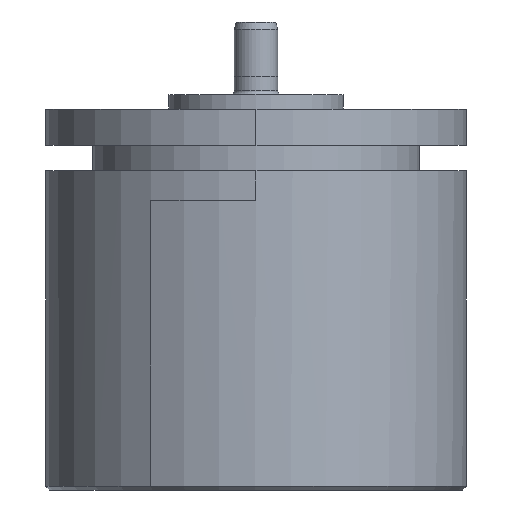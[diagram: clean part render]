
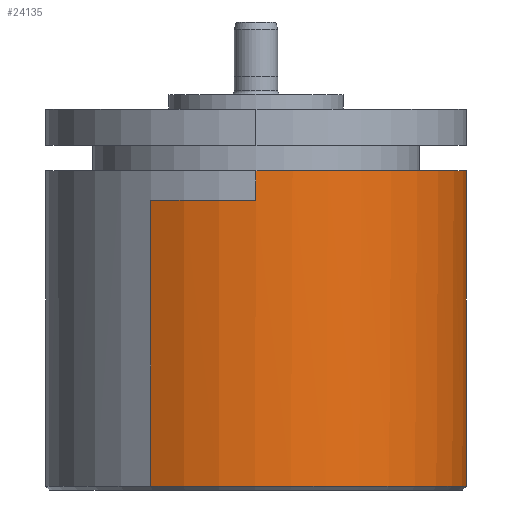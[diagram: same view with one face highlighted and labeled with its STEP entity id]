
A CAD part, left-side view. The second image highlights one B-rep face of the part: STEP entity #24135.
In plain terms, the highlighted cylindrical face has radius 29 mm (diameter 58 mm), a partial arc.
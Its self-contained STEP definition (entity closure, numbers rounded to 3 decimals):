
#3583=CARTESIAN_POINT('',(0.,0.,12.4));
#3584=DIRECTION('',(0.,0.,1.));
#3585=DIRECTION('',(-0.866,0.5,0.));
#3586=AXIS2_PLACEMENT_3D('',#3583,#3584,#3585);
#3588=DIRECTION('',(0.,0.,1.));
#3589=VECTOR('',#3588,4.1);
#3590=CARTESIAN_POINT('',(29.,0.,12.4));
#3591=LINE('',#3590,#3589);
#3679=CARTESIAN_POINT('',(0.,0.,12.4));
#3680=DIRECTION('',(0.,0.,1.));
#3681=DIRECTION('',(0.866,-0.5,0.));
#3682=AXIS2_PLACEMENT_3D('',#3679,#3680,#3681);
#3684=DIRECTION('',(0.,0.,-1.));
#3685=VECTOR('',#3684,18.9);
#3686=CARTESIAN_POINT('',(25.115,-14.5,12.4));
#3687=LINE('',#3686,#3685);
#3688=DIRECTION('',(0.,0.,-1.));
#3689=VECTOR('',#3688,39.4);
#3690=CARTESIAN_POINT('',(-25.115,14.5,12.4));
#3691=LINE('',#3690,#3689);
#3692=DIRECTION('',(0.,0.,1.));
#3693=VECTOR('',#3692,4.1);
#3694=CARTESIAN_POINT('',(-29.,0.,12.4));
#3695=LINE('',#3694,#3693);
#3696=CARTESIAN_POINT('',(0.,0.,16.5));
#3697=DIRECTION('',(0.,0.,1.));
#3698=DIRECTION('',(-1.,0.,0.));
#3699=AXIS2_PLACEMENT_3D('',#3696,#3697,#3698);
#3713=CARTESIAN_POINT('',(0.,0.,-6.5));
#3714=DIRECTION('',(0.,0.,1.));
#3715=DIRECTION('',(0.475,-0.88,0.));
#3716=AXIS2_PLACEMENT_3D('',#3713,#3714,#3715);
#3797=CARTESIAN_POINT('',(0.,0.,-27.));
#3798=DIRECTION('',(0.,0.,-1.));
#3799=DIRECTION('',(0.475,-0.88,0.));
#3800=AXIS2_PLACEMENT_3D('',#3797,#3798,#3799);
#3845=DIRECTION('',(0.,0.,1.));
#3846=VECTOR('',#3845,20.5);
#3847=CARTESIAN_POINT('',(13.762,-25.527,-27.));
#3848=LINE('',#3847,#3846);
#19931=CARTESIAN_POINT('',(29.,0.,16.5));
#19932=CARTESIAN_POINT('',(-29.,0.,16.5));
#19933=VERTEX_POINT('',#19931);
#19934=VERTEX_POINT('',#19932);
#20755=CARTESIAN_POINT('',(13.762,-25.527,-6.5));
#20757=VERTEX_POINT('',#20755);
#20838=CARTESIAN_POINT('',(25.115,-14.5,-6.5));
#20839=VERTEX_POINT('',#20838);
#20841=CARTESIAN_POINT('',(-25.115,14.5,-27.));
#20843=VERTEX_POINT('',#20841);
#20844=CARTESIAN_POINT('',(13.762,-25.527,-27.));
#20845=VERTEX_POINT('',#20844);
#20854=CARTESIAN_POINT('',(-25.115,14.5,12.4));
#20855=CARTESIAN_POINT('',(-29.,0.,12.4));
#20856=VERTEX_POINT('',#20854);
#20857=VERTEX_POINT('',#20855);
#20858=CARTESIAN_POINT('',(25.115,-14.5,12.4));
#20859=CARTESIAN_POINT('',(29.,0.,12.4));
#20860=VERTEX_POINT('',#20858);
#20861=VERTEX_POINT('',#20859);
#24114=CARTESIAN_POINT('',(0.,0.,0.));
#24115=DIRECTION('',(0.,0.,1.));
#24116=DIRECTION('',(1.,0.,0.));
#24117=AXIS2_PLACEMENT_3D('',#24114,#24115,#24116);
#24118=CYLINDRICAL_SURFACE('',#24117,29.);
#24119=ORIENTED_EDGE('',*,*,#24086,.F.);
#24120=ORIENTED_EDGE('',*,*,#24084,.T.);
#24122=ORIENTED_EDGE('',*,*,#24121,.F.);
#24124=ORIENTED_EDGE('',*,*,#24123,.F.);
#24126=ORIENTED_EDGE('',*,*,#24125,.T.);
#24127=ORIENTED_EDGE('',*,*,#24076,.F.);
#24128=ORIENTED_EDGE('',*,*,#24074,.T.);
#24129=ORIENTED_EDGE('',*,*,#24092,.T.);
#24131=ORIENTED_EDGE('',*,*,#24130,.T.);
#24132=ORIENTED_EDGE('',*,*,#24088,.F.);
#24133=EDGE_LOOP('',(#24119,#24120,#24122,#24124,#24126,#24127,#24128,#24129,
#24131,#24132));
#24134=FACE_OUTER_BOUND('',#24133,.F.);
#3587=CIRCLE('',#3586,29.);
#3683=CIRCLE('',#3682,29.);
#3700=CIRCLE('',#3699,29.);
#3717=CIRCLE('',#3716,29.);
#3801=CIRCLE('',#3800,29.);
#24074=EDGE_CURVE('',#20856,#20857,#3587,.T.);
#24076=EDGE_CURVE('',#20856,#20843,#3691,.T.);
#24084=EDGE_CURVE('',#20860,#20839,#3687,.T.);
#24086=EDGE_CURVE('',#20860,#20861,#3683,.T.);
#24088=EDGE_CURVE('',#20861,#19933,#3591,.T.);
#24092=EDGE_CURVE('',#20857,#19934,#3695,.T.);
#24121=EDGE_CURVE('',#20757,#20839,#3717,.T.);
#24123=EDGE_CURVE('',#20845,#20757,#3848,.T.);
#24125=EDGE_CURVE('',#20845,#20843,#3801,.T.);
#24130=EDGE_CURVE('',#19934,#19933,#3700,.T.);
#24135=ADVANCED_FACE('',(#24134),#24118,.T.);
